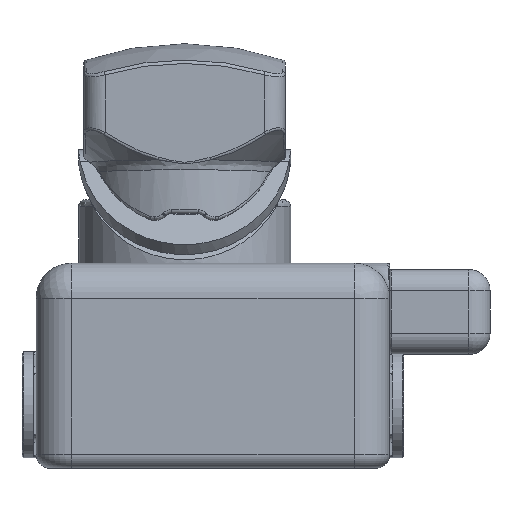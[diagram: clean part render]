
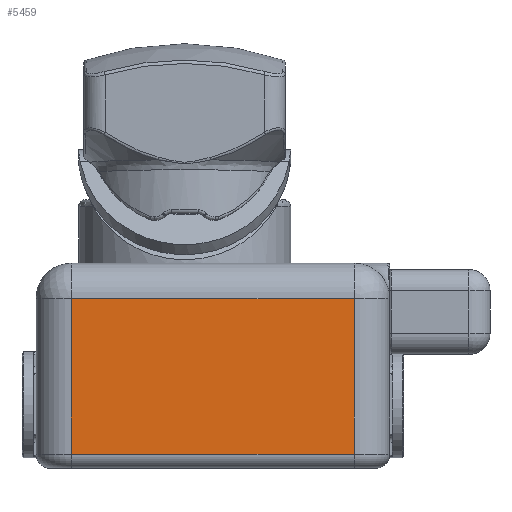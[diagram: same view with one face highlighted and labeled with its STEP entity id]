
A CAD part, front view. The second image highlights one B-rep face of the part: STEP entity #5459.
In plain terms, the highlighted planar face has unit normal (0, -1, 0).
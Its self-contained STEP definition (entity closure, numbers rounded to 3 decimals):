
#373=PLANE('',#5895);
#533=FACE_OUTER_BOUND('',#885,.T.);
#885=EDGE_LOOP('',(#3771,#3772,#3773,#3774));
#1237=LINE('',#8407,#1592);
#1256=LINE('',#8487,#1611);
#1257=LINE('',#8490,#1612);
#1258=LINE('',#8491,#1613);
#1592=VECTOR('',#6617,10.);
#1611=VECTOR('',#6710,10.);
#1612=VECTOR('',#6713,10.);
#1613=VECTOR('',#6714,10.);
#2283=VERTEX_POINT('',#8403);
#2285=VERTEX_POINT('',#8406);
#2309=VERTEX_POINT('',#8484);
#2310=VERTEX_POINT('',#8489);
#2811=EDGE_CURVE('',#2285,#2283,#1237,.T.);
#2852=EDGE_CURVE('',#2285,#2309,#1256,.T.);
#2853=EDGE_CURVE('',#2309,#2310,#1257,.T.);
#2854=EDGE_CURVE('',#2310,#2283,#1258,.T.);
#3771=ORIENTED_EDGE('',*,*,#2853,.F.);
#3772=ORIENTED_EDGE('',*,*,#2852,.F.);
#3773=ORIENTED_EDGE('',*,*,#2811,.T.);
#3774=ORIENTED_EDGE('',*,*,#2854,.F.);
#5459=ADVANCED_FACE('',(#533),#373,.T.);
#5895=AXIS2_PLACEMENT_3D('',#8488,#6711,#6712);
#6617=DIRECTION('',(-1.,0.,0.));
#6710=DIRECTION('',(0.,0.,-1.));
#6711=DIRECTION('center_axis',(0.,-1.,0.));
#6712=DIRECTION('ref_axis',(0.,0.,-1.));
#6713=DIRECTION('',(-1.,0.,0.));
#6714=DIRECTION('',(0.,0.,1.));
#8403=CARTESIAN_POINT('',(-16.,-24.5,15.));
#8406=CARTESIAN_POINT('',(24.,-24.5,15.));
#8407=CARTESIAN_POINT('',(-16.,-24.5,15.));
#8484=CARTESIAN_POINT('',(24.,-24.5,-7.));
#8487=CARTESIAN_POINT('',(24.,-24.5,13.96));
#8488=CARTESIAN_POINT('Origin',(29.,-24.5,20.));
#8489=CARTESIAN_POINT('',(-16.,-24.5,-7.));
#8490=CARTESIAN_POINT('',(29.,-24.5,-7.));
#8491=CARTESIAN_POINT('',(-16.,-24.5,13.96));
